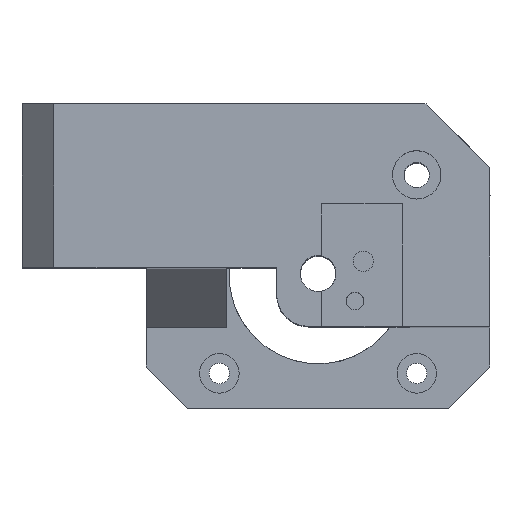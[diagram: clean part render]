
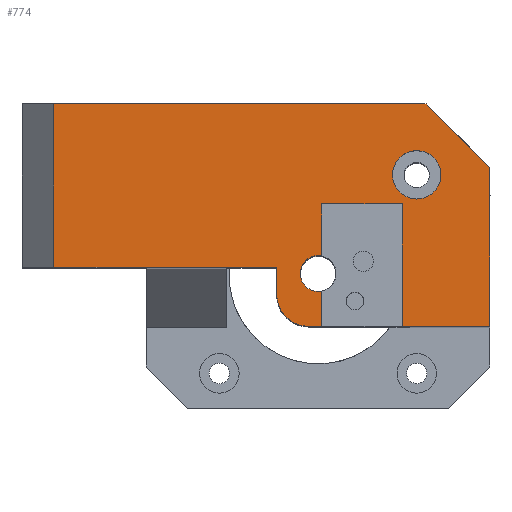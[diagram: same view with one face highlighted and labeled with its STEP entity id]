
A CAD part, top view. The second image highlights one B-rep face of the part: STEP entity #774.
In plain terms, the highlighted planar face has unit normal (0, 0, 1).
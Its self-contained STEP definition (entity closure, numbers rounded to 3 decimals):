
#104 = VERTEX_POINT('',#105);
#105 = CARTESIAN_POINT('',(279.221,976.278,47.945));
#111 = EDGE_CURVE('',#112,#104,#114,.T.);
#112 = VERTEX_POINT('',#113);
#113 = CARTESIAN_POINT('',(277.141,976.278,47.945
    ));
#114 = LINE('',#115,#116);
#115 = CARTESIAN_POINT('',(257.641,976.278,47.945
    ));
#116 = VECTOR('',#117,1.);
#117 = DIRECTION('',(1.,0.,0.));
#240 = VERTEX_POINT('',#241);
#241 = CARTESIAN_POINT('',(305.641,976.278,47.945));
#247 = EDGE_CURVE('',#240,#248,#250,.T.);
#248 = VERTEX_POINT('',#249);
#249 = CARTESIAN_POINT('',(291.851,976.278,47.945));
#250 = LINE('',#251,#252);
#251 = CARTESIAN_POINT('',(291.856,976.278,47.945));
#252 = VECTOR('',#253,1.);
#253 = DIRECTION('',(-1.,0.,0.));
#754 = EDGE_CURVE('',#755,#248,#757,.T.);
#755 = VERTEX_POINT('',#756);
#756 = CARTESIAN_POINT('',(291.851,995.528,
    47.945));
#757 = LINE('',#758,#759);
#758 = CARTESIAN_POINT('',(291.851,996.528,
    47.945));
#759 = VECTOR('',#760,1.);
#760 = DIRECTION('',(0.,-1.,0.));
#774 = ADVANCED_FACE('',(#775,#898),#909,.T.);
#775 = FACE_BOUND('',#776,.T.);
#776 = EDGE_LOOP('',(#777,#787,#795,#803,#811,#819,#827,#834,#835,#843,
    #851,#860,#868,#876,#882,#883,#884,#892));
#777 = ORIENTED_EDGE('',*,*,#778,.F.);
#778 = EDGE_CURVE('',#779,#781,#783,.T.);
#779 = VERTEX_POINT('',#780);
#780 = CARTESIAN_POINT('',(295.59,1011.278,47.945));
#781 = VERTEX_POINT('',#782);
#782 = CARTESIAN_POINT('',(295.883,1010.985,47.945));
#783 = LINE('',#784,#785);
#784 = CARTESIAN_POINT('',(288.849,1018.02,47.945));
#785 = VECTOR('',#786,1.);
#786 = DIRECTION('',(0.707,-0.707,0.));
#787 = ORIENTED_EDGE('',*,*,#788,.T.);
#788 = EDGE_CURVE('',#779,#789,#791,.T.);
#789 = VERTEX_POINT('',#790);
#790 = CARTESIAN_POINT('',(295.176,1011.278,47.945));
#791 = LINE('',#792,#793);
#792 = CARTESIAN_POINT('',(274.688,1011.278,47.945));
#793 = VECTOR('',#794,1.);
#794 = DIRECTION('',(-1.,0.,0.));
#795 = ORIENTED_EDGE('',*,*,#796,.T.);
#796 = EDGE_CURVE('',#789,#797,#799,.T.);
#797 = VERTEX_POINT('',#798);
#798 = CARTESIAN_POINT('',(237.141,1011.278,
    47.945));
#799 = LINE('',#800,#801);
#800 = CARTESIAN_POINT('',(233.741,1011.278,47.945));
#801 = VECTOR('',#802,1.);
#802 = DIRECTION('',(-1.,0.,0.));
#803 = ORIENTED_EDGE('',*,*,#804,.F.);
#804 = EDGE_CURVE('',#805,#797,#807,.T.);
#805 = VERTEX_POINT('',#806);
#806 = CARTESIAN_POINT('',(237.141,985.528,47.945));
#807 = LINE('',#808,#809);
#808 = CARTESIAN_POINT('',(237.141,985.528,47.945));
#809 = VECTOR('',#810,1.);
#810 = DIRECTION('',(0.,1.,0.));
#811 = ORIENTED_EDGE('',*,*,#812,.T.);
#812 = EDGE_CURVE('',#805,#813,#815,.T.);
#813 = VERTEX_POINT('',#814);
#814 = CARTESIAN_POINT('',(272.141,985.528,47.945)
  );
#815 = LINE('',#816,#817);
#816 = CARTESIAN_POINT('',(279.921,985.528,47.945));
#817 = VECTOR('',#818,1.);
#818 = DIRECTION('',(1.,0.,0.));
#819 = ORIENTED_EDGE('',*,*,#820,.F.);
#820 = EDGE_CURVE('',#821,#813,#823,.T.);
#821 = VERTEX_POINT('',#822);
#822 = CARTESIAN_POINT('',(272.141,981.278,47.945
    ));
#823 = LINE('',#824,#825);
#824 = CARTESIAN_POINT('',(272.141,976.278,
    47.945));
#825 = VECTOR('',#826,1.);
#826 = DIRECTION('',(0.,1.,0.));
#827 = ORIENTED_EDGE('',*,*,#828,.T.);
#828 = EDGE_CURVE('',#821,#112,#829,.T.);
#829 = CIRCLE('',#830,5.);
#830 = AXIS2_PLACEMENT_3D('',#831,#832,#833);
#831 = CARTESIAN_POINT('',(277.141,981.278,47.945
    ));
#832 = DIRECTION('',(0.,0.,1.));
#833 = DIRECTION('',(1.,0.,0.));
#834 = ORIENTED_EDGE('',*,*,#111,.T.);
#835 = ORIENTED_EDGE('',*,*,#836,.F.);
#836 = EDGE_CURVE('',#837,#104,#839,.T.);
#837 = VERTEX_POINT('',#838);
#838 = CARTESIAN_POINT('',(279.221,981.778,47.945));
#839 = LINE('',#840,#841);
#840 = CARTESIAN_POINT('',(279.221,991.676,47.945));
#841 = VECTOR('',#842,1.);
#842 = DIRECTION('',(0.,-1.,0.));
#843 = ORIENTED_EDGE('',*,*,#844,.F.);
#844 = EDGE_CURVE('',#845,#837,#847,.T.);
#845 = VERTEX_POINT('',#846);
#846 = CARTESIAN_POINT('',(278.641,981.778,47.945));
#847 = LINE('',#848,#849);
#848 = CARTESIAN_POINT('',(278.641,981.778,
    47.945));
#849 = VECTOR('',#850,1.);
#850 = DIRECTION('',(1.,0.,0.));
#851 = ORIENTED_EDGE('',*,*,#852,.T.);
#852 = EDGE_CURVE('',#845,#853,#855,.T.);
#853 = VERTEX_POINT('',#854);
#854 = CARTESIAN_POINT('',(278.641,987.378,47.945));
#855 = CIRCLE('',#856,2.8);
#856 = AXIS2_PLACEMENT_3D('',#857,#858,#859);
#857 = CARTESIAN_POINT('',(278.641,984.578,47.945));
#858 = DIRECTION('',(0.,0.,-1.));
#859 = DIRECTION('',(1.,0.,0.));
#860 = ORIENTED_EDGE('',*,*,#861,.F.);
#861 = EDGE_CURVE('',#862,#853,#864,.T.);
#862 = VERTEX_POINT('',#863);
#863 = CARTESIAN_POINT('',(279.221,987.378,47.945));
#864 = LINE('',#865,#866);
#865 = CARTESIAN_POINT('',(291.851,987.378,47.945));
#866 = VECTOR('',#867,1.);
#867 = DIRECTION('',(-1.,0.,0.));
#868 = ORIENTED_EDGE('',*,*,#869,.F.);
#869 = EDGE_CURVE('',#870,#862,#872,.T.);
#870 = VERTEX_POINT('',#871);
#871 = CARTESIAN_POINT('',(279.221,995.528,47.945
    ));
#872 = LINE('',#873,#874);
#873 = CARTESIAN_POINT('',(279.221,991.676,47.945));
#874 = VECTOR('',#875,1.);
#875 = DIRECTION('',(0.,-1.,0.));
#876 = ORIENTED_EDGE('',*,*,#877,.F.);
#877 = EDGE_CURVE('',#755,#870,#878,.T.);
#878 = LINE('',#879,#880);
#879 = CARTESIAN_POINT('',(279.441,995.528,47.945
    ));
#880 = VECTOR('',#881,1.);
#881 = DIRECTION('',(-1.,0.,0.));
#882 = ORIENTED_EDGE('',*,*,#754,.T.);
#883 = ORIENTED_EDGE('',*,*,#247,.F.);
#884 = ORIENTED_EDGE('',*,*,#885,.F.);
#885 = EDGE_CURVE('',#886,#240,#888,.T.);
#886 = VERTEX_POINT('',#887);
#887 = CARTESIAN_POINT('',(305.641,1001.228,47.945));
#888 = LINE('',#889,#890);
#889 = CARTESIAN_POINT('',(305.641,991.676,47.945));
#890 = VECTOR('',#891,1.);
#891 = DIRECTION('',(0.,-1.,0.));
#892 = ORIENTED_EDGE('',*,*,#893,.T.);
#893 = EDGE_CURVE('',#886,#781,#894,.T.);
#894 = LINE('',#895,#896);
#895 = CARTESIAN_POINT('',(305.641,1001.228,47.945));
#896 = VECTOR('',#897,1.);
#897 = DIRECTION('',(-0.707,0.707,0.));
#898 = FACE_BOUND('',#899,.T.);
#899 = EDGE_LOOP('',(#900));
#900 = ORIENTED_EDGE('',*,*,#901,.F.);
#901 = EDGE_CURVE('',#902,#902,#904,.T.);
#902 = VERTEX_POINT('',#903);
#903 = CARTESIAN_POINT('',(297.941,1000.078,47.945));
#904 = CIRCLE('',#905,3.8);
#905 = AXIS2_PLACEMENT_3D('',#906,#907,#908);
#906 = CARTESIAN_POINT('',(294.141,1000.078,47.945));
#907 = DIRECTION('',(0.,0.,1.));
#908 = DIRECTION('',(1.,0.,0.));
#909 = PLANE('',#910);
#910 = AXIS2_PLACEMENT_3D('',#911,#912,#913);
#911 = CARTESIAN_POINT('',(274.131,994.488,47.945));
#912 = DIRECTION('',(0.,0.,1.));
#913 = DIRECTION('',(0.,1.,0.));
